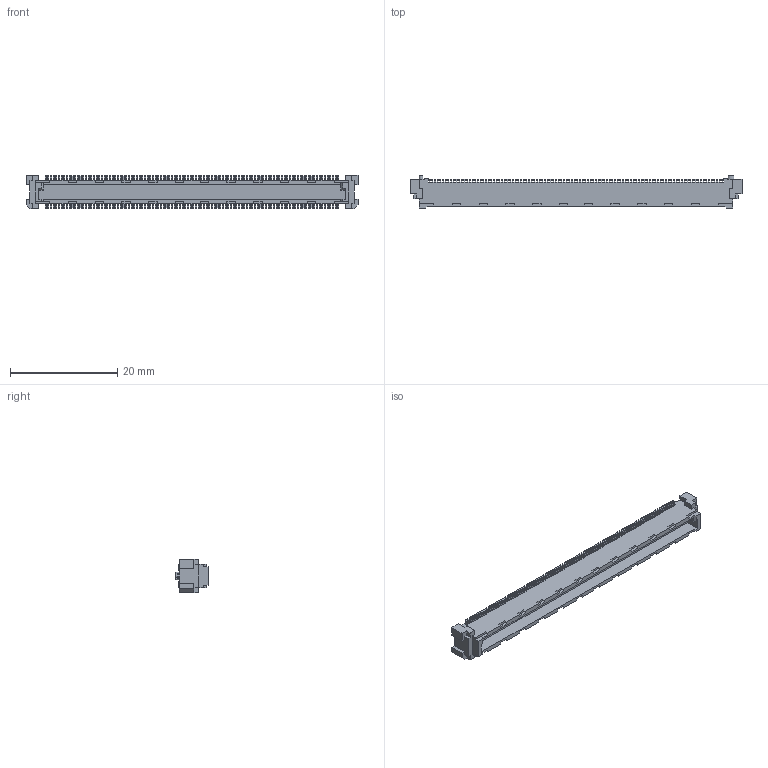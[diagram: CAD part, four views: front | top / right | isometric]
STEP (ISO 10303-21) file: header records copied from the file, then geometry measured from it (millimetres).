
FILE_DESCRIPTION((''),'2;1');
FILE_NAME('PRT0002','2019-10-31T',('RD-4'),(''),'PRO/ENGINEER BY PARAMETRIC TECHNOLOGY CORPORATION, 2008380','PRO/ENGINEER BY PARAMETRIC TECHNOLOGY CORPORATION, 2008380','');
FILE_SCHEMA(('CONFIG_CONTROL_DESIGN'));
Length unit declared in the file: millimetre
Products named in the file (1): PRT0002
Bounding box: 61.8 x 6 x 6.2 mm (x, y, z)
Volume: 852.5 mm3; surface area: 2082.1 mm2
Topology: 1 solids, 1 shells, 2066 faces, 5742 edges, 3680 vertices
Faces by surface type: plane 1842, cylinder 224
Entity records: 64580 total; most frequent: CARTESIAN_POINT 11488, ORIENTED_EDGE 11484, DIRECTION 10322, EDGE_CURVE 5742, VECTOR 5294, LINE 5294, VERTEX_POINT 3680, AXIS2_PLACEMENT_3D 2514
